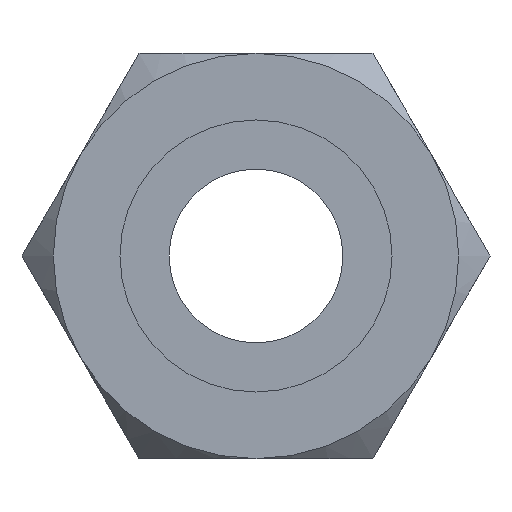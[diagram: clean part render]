
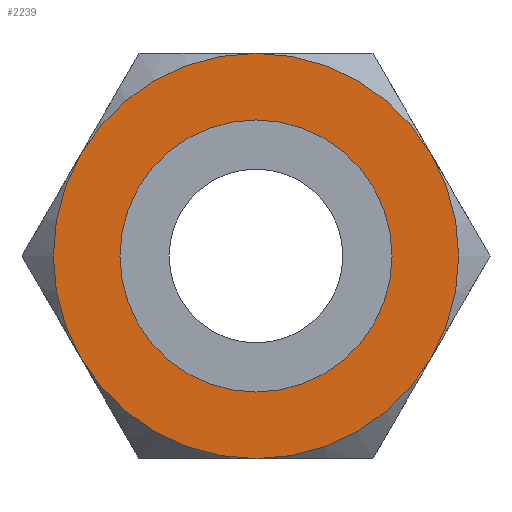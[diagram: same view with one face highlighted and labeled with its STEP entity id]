
A CAD part, left-side view. The second image highlights one B-rep face of the part: STEP entity #2239.
In plain terms, the highlighted planar face has unit normal (-1, 0, 0).
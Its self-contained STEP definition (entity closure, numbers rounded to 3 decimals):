
#162 = EDGE_CURVE ( 'NONE', #2325, #297, #5156, .T. ) ;
#176 = CARTESIAN_POINT ( 'NONE',  ( 13., 0., 7. ) ) ;
#297 = VERTEX_POINT ( 'NONE', #1325 ) ;
#315 = AXIS2_PLACEMENT_3D ( 'NONE', #5101, #1003, #4633 ) ;
#389 = EDGE_CURVE ( 'NONE', #5630, #2403, #2968, .T. ) ;
#602 = CARTESIAN_POINT ( 'NONE',  ( 13., 0., 0. ) ) ;
#618 = ORIENTED_EDGE ( 'NONE', *, *, #855, .F. ) ;
#630 = EDGE_CURVE ( 'NONE', #2325, #2581, #2125, .T. ) ;
#633 = FACE_BOUND ( 'NONE', #1981, .T. ) ;
#786 = AXIS2_PLACEMENT_3D ( 'NONE', #1028, #4654, #3775 ) ;
#844 = DIRECTION ( 'NONE',  ( 0., 0., -1. ) ) ;
#855 = EDGE_CURVE ( 'NONE', #2403, #4551, #5702, .T. ) ;
#883 = CARTESIAN_POINT ( 'NONE',  ( 13., 6.062, 3.5 ) ) ;
#897 = DIRECTION ( 'NONE',  ( 0., 0., 1. ) ) ;
#976 = ORIENTED_EDGE ( 'NONE', *, *, #1498, .F. ) ;
#1003 = DIRECTION ( 'NONE',  ( 1., 0., 0. ) ) ;
#1028 = CARTESIAN_POINT ( 'NONE',  ( 13., 0., 0. ) ) ;
#1087 = CIRCLE ( 'NONE', #5817, 7. ) ;
#1325 = CARTESIAN_POINT ( 'NONE',  ( 13., -6.062, 3.5 ) ) ;
#1371 = CARTESIAN_POINT ( 'NONE',  ( 13., 0., -4.7 ) ) ;
#1422 = EDGE_CURVE ( 'NONE', #3276, #1695, #5806, .T. ) ;
#1423 = DIRECTION ( 'NONE',  ( 1., 0., 0. ) ) ;
#1498 = EDGE_CURVE ( 'NONE', #4551, #2581, #5061, .T. ) ;
#1609 = CARTESIAN_POINT ( 'NONE',  ( 13., 0., 0. ) ) ;
#1695 = VERTEX_POINT ( 'NONE', #1371 ) ;
#1928 = EDGE_LOOP ( 'NONE', ( #618, #3258, #4825, #5821, #3287, #976 ) ) ;
#1981 = EDGE_LOOP ( 'NONE', ( #2538, #2350 ) ) ;
#2064 = DIRECTION ( 'NONE',  ( 0., 0., -1. ) ) ;
#2125 = CIRCLE ( 'NONE', #4497, 7. ) ;
#2148 = CIRCLE ( 'NONE', #4055, 4.7 ) ;
#2239 = ADVANCED_FACE ( 'NONE', ( #633, #3247 ), #5071, .F. ) ;
#2325 = VERTEX_POINT ( 'NONE', #176 ) ;
#2350 = ORIENTED_EDGE ( 'NONE', *, *, #5559, .F. ) ;
#2384 = DIRECTION ( 'NONE',  ( -1., 0., 0. ) ) ;
#2403 = VERTEX_POINT ( 'NONE', #4378 ) ;
#2476 = CARTESIAN_POINT ( 'NONE',  ( 13., -6.062, -3.5 ) ) ;
#2504 = AXIS2_PLACEMENT_3D ( 'NONE', #3851, #1423, #2784 ) ;
#2535 = CARTESIAN_POINT ( 'NONE',  ( 13., 0., 0. ) ) ;
#2538 = ORIENTED_EDGE ( 'NONE', *, *, #1422, .F. ) ;
#2568 = DIRECTION ( 'NONE',  ( -1., 0., 0. ) ) ;
#2581 = VERTEX_POINT ( 'NONE', #883 ) ;
#2615 = CARTESIAN_POINT ( 'NONE',  ( 13., 6.062, -3.5 ) ) ;
#2784 = DIRECTION ( 'NONE',  ( 0., 0., -1. ) ) ;
#2968 = CIRCLE ( 'NONE', #4034, 7. ) ;
#3244 = AXIS2_PLACEMENT_3D ( 'NONE', #2535, #3549, #4495 ) ;
#3247 = FACE_OUTER_BOUND ( 'NONE', #1928, .T. ) ;
#3258 = ORIENTED_EDGE ( 'NONE', *, *, #389, .F. ) ;
#3276 = VERTEX_POINT ( 'NONE', #3505 ) ;
#3287 = ORIENTED_EDGE ( 'NONE', *, *, #630, .T. ) ;
#3332 = DIRECTION ( 'NONE',  ( 1., 0., 0. ) ) ;
#3505 = CARTESIAN_POINT ( 'NONE',  ( 13., 0., 4.7 ) ) ;
#3516 = EDGE_CURVE ( 'NONE', #297, #5630, #1087, .T. ) ;
#3517 = CARTESIAN_POINT ( 'NONE',  ( 13., 0., 0. ) ) ;
#3549 = DIRECTION ( 'NONE',  ( 1., 0., 0. ) ) ;
#3647 = AXIS2_PLACEMENT_3D ( 'NONE', #5638, #2568, #4389 ) ;
#3702 = DIRECTION ( 'NONE',  ( 0., 0., 1. ) ) ;
#3775 = DIRECTION ( 'NONE',  ( 0., 0., -1. ) ) ;
#3851 = CARTESIAN_POINT ( 'NONE',  ( 13., 0., 0. ) ) ;
#4034 = AXIS2_PLACEMENT_3D ( 'NONE', #1609, #3332, #2064 ) ;
#4055 = AXIS2_PLACEMENT_3D ( 'NONE', #602, #2384, #3702 ) ;
#4378 = CARTESIAN_POINT ( 'NONE',  ( 13., 0., -7. ) ) ;
#4389 = DIRECTION ( 'NONE',  ( 0., 0., 1. ) ) ;
#4495 = DIRECTION ( 'NONE',  ( 0., 0., -1. ) ) ;
#4497 = AXIS2_PLACEMENT_3D ( 'NONE', #5395, #4968, #897 ) ;
#4551 = VERTEX_POINT ( 'NONE', #2615 ) ;
#4633 = DIRECTION ( 'NONE',  ( 0., 0., -1. ) ) ;
#4654 = DIRECTION ( 'NONE',  ( 1., 0., 0. ) ) ;
#4825 = ORIENTED_EDGE ( 'NONE', *, *, #3516, .F. ) ;
#4887 = DIRECTION ( 'NONE',  ( 1., 0., 0. ) ) ;
#4968 = DIRECTION ( 'NONE',  ( -1., 0., 0. ) ) ;
#5061 = CIRCLE ( 'NONE', #2504, 7. ) ;
#5071 = PLANE ( 'NONE',  #315 ) ;
#5101 = CARTESIAN_POINT ( 'NONE',  ( 13., 0., 0. ) ) ;
#5156 = CIRCLE ( 'NONE', #3244, 7. ) ;
#5395 = CARTESIAN_POINT ( 'NONE',  ( 13., 0., 0. ) ) ;
#5559 = EDGE_CURVE ( 'NONE', #1695, #3276, #2148, .T. ) ;
#5630 = VERTEX_POINT ( 'NONE', #2476 ) ;
#5638 = CARTESIAN_POINT ( 'NONE',  ( 13., 0., 0. ) ) ;
#5702 = CIRCLE ( 'NONE', #786, 7. ) ;
#5806 = CIRCLE ( 'NONE', #3647, 4.7 ) ;
#5817 = AXIS2_PLACEMENT_3D ( 'NONE', #3517, #4887, #844 ) ;
#5821 = ORIENTED_EDGE ( 'NONE', *, *, #162, .F. ) ;
